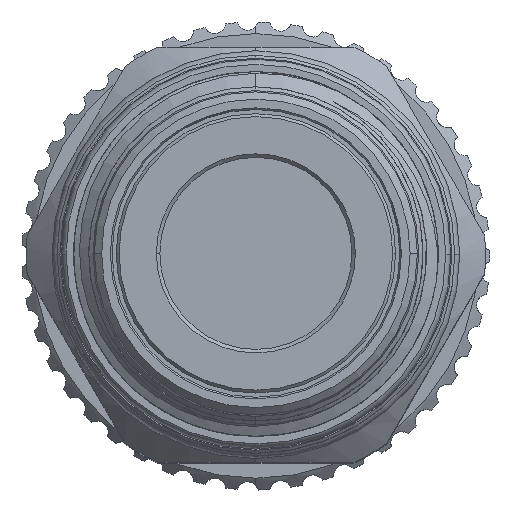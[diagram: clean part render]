
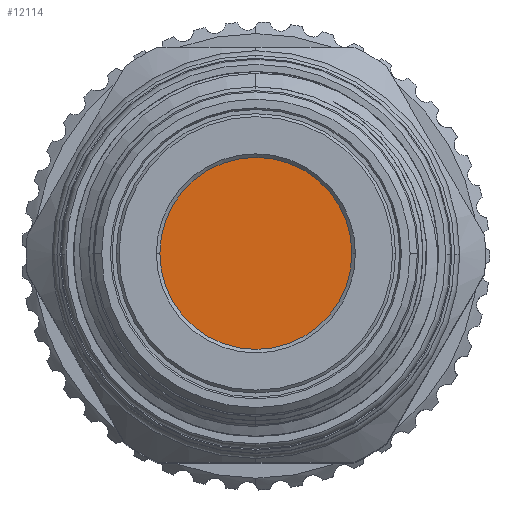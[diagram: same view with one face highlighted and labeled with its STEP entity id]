
A CAD part, top view. The second image highlights one B-rep face of the part: STEP entity #12114.
In plain terms, the highlighted planar face has unit normal (0, 0, 1).
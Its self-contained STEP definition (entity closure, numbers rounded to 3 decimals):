
#3061 = VERTEX_POINT ( 'NONE', #25766 ) ;
#3498 = DIRECTION ( 'NONE',  ( 0., 0., 1. ) ) ;
#3826 = DIRECTION ( 'NONE',  ( 1., 0., 0. ) ) ;
#4688 = DIRECTION ( 'NONE',  ( 0., 0., 1. ) ) ;
#4789 = EDGE_LOOP ( 'NONE', ( #18428, #9010 ) ) ;
#6265 = PLANE ( 'NONE',  #30939 ) ;
#8589 = CARTESIAN_POINT ( 'NONE',  ( 0., 0., 102.078 ) ) ;
#9010 = ORIENTED_EDGE ( 'NONE', *, *, #24476, .T. ) ;
#12114 = ADVANCED_FACE ( 'NONE', ( #27996 ), #6265, .T. ) ;
#13224 = AXIS2_PLACEMENT_3D ( 'NONE', #18692, #3498, #26226 ) ;
#14681 = DIRECTION ( 'NONE',  ( 1., 0., 0. ) ) ;
#14792 = CARTESIAN_POINT ( 'NONE',  ( 0., 0., 102.078 ) ) ;
#18428 = ORIENTED_EDGE ( 'NONE', *, *, #31635, .T. ) ;
#18692 = CARTESIAN_POINT ( 'NONE',  ( 0., 0., 102.078 ) ) ;
#19663 = CIRCLE ( 'NONE', #21965, 6.608 ) ;
#21965 = AXIS2_PLACEMENT_3D ( 'NONE', #14792, #4688, #14681 ) ;
#24287 = CARTESIAN_POINT ( 'NONE',  ( 6.608, 0., 102.078 ) ) ;
#24476 = EDGE_CURVE ( 'NONE', #25065, #3061, #19663, .T. ) ;
#25065 = VERTEX_POINT ( 'NONE', #24287 ) ;
#25766 = CARTESIAN_POINT ( 'NONE',  ( -6.608, 0., 102.078 ) ) ;
#26226 = DIRECTION ( 'NONE',  ( 1., 0., 0. ) ) ;
#26320 = DIRECTION ( 'NONE',  ( 0., 0., 1. ) ) ;
#27406 = CIRCLE ( 'NONE', #13224, 6.608 ) ;
#27996 = FACE_OUTER_BOUND ( 'NONE', #4789, .T. ) ;
#30939 = AXIS2_PLACEMENT_3D ( 'NONE', #8589, #26320, #3826 ) ;
#31635 = EDGE_CURVE ( 'NONE', #3061, #25065, #27406, .T. ) ;
